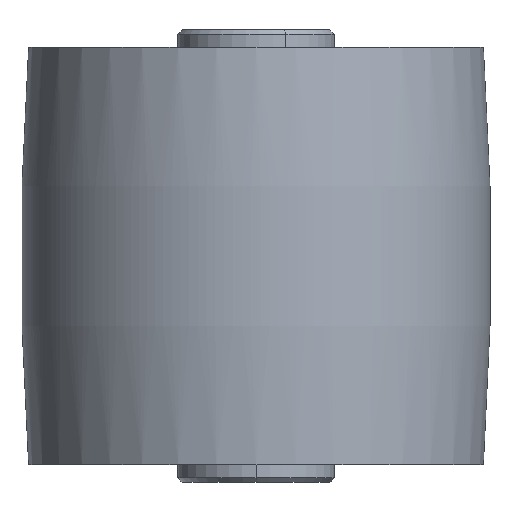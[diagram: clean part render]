
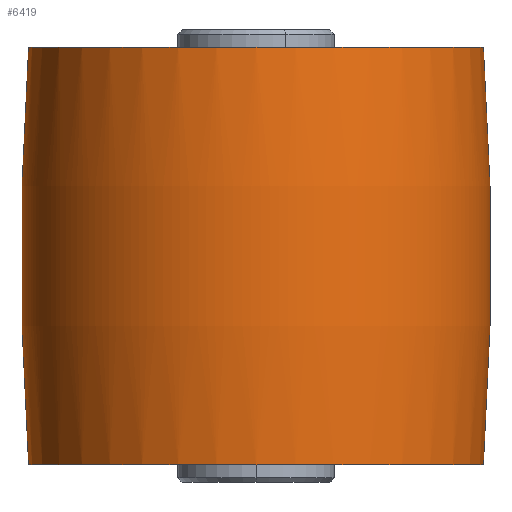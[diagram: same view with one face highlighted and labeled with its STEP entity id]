
A CAD part, front view. The second image highlights one B-rep face of the part: STEP entity #6419.
In plain terms, the highlighted toroidal (fillet/blend) face has major radius 312.248 mm and minor radius 339.248 mm.
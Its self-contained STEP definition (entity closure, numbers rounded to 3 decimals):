
#696 = ORIENTED_EDGE ( 'NONE', *, *, #2238, .T. ) ;
#890 = DIRECTION ( 'NONE',  ( 0., 0., 1. ) ) ;
#980 = EDGE_CURVE ( 'NONE', #3518, #2926, #5988, .T. ) ;
#1049 = AXIS2_PLACEMENT_3D ( 'NONE', #7647, #7593, #4068 ) ;
#1696 = CARTESIAN_POINT ( 'NONE',  ( -26.15, 0., 24. ) ) ;
#1790 = DIRECTION ( 'NONE',  ( -1., 0., 0. ) ) ;
#2121 = ORIENTED_EDGE ( 'NONE', *, *, #7295, .F. ) ;
#2224 = FACE_OUTER_BOUND ( 'NONE', #6353, .T. ) ;
#2238 = EDGE_CURVE ( 'NONE', #3518, #8103, #5710, .T. ) ;
#2610 = CARTESIAN_POINT ( 'NONE',  ( -312.249, 0., 0. ) ) ;
#2675 = DIRECTION ( 'NONE',  ( 0., -1., 0. ) ) ;
#2729 = DIRECTION ( 'NONE',  ( 0., 0., -1. ) ) ;
#2782 = CARTESIAN_POINT ( 'NONE',  ( 0., 0., 0. ) ) ;
#2889 = AXIS2_PLACEMENT_3D ( 'NONE', #8862, #5380, #1790 ) ;
#2926 = VERTEX_POINT ( 'NONE', #1696 ) ;
#3518 = VERTEX_POINT ( 'NONE', #6527 ) ;
#3683 = AXIS2_PLACEMENT_3D ( 'NONE', #2782, #7754, #4951 ) ;
#3850 = ORIENTED_EDGE ( 'NONE', *, *, #7717, .T. ) ;
#3940 = AXIS2_PLACEMENT_3D ( 'NONE', #2610, #2675, #2729 ) ;
#4068 = DIRECTION ( 'NONE',  ( 1., 0., 0. ) ) ;
#4582 = TOROIDAL_SURFACE ( 'NONE', #3683, -312.249, 339.249 ) ;
#4785 = CIRCLE ( 'NONE', #7069, 26.15 ) ;
#4951 = DIRECTION ( 'NONE',  ( 1., 0., 0. ) ) ;
#5380 = DIRECTION ( 'NONE',  ( 0., 1., 0. ) ) ;
#5433 = CIRCLE ( 'NONE', #3940, 339.249 ) ;
#5438 = CARTESIAN_POINT ( 'NONE',  ( 26.15, 0., 24. ) ) ;
#5598 = ORIENTED_EDGE ( 'NONE', *, *, #980, .F. ) ;
#5710 = CIRCLE ( 'NONE', #1049, 26.15 ) ;
#5731 = VERTEX_POINT ( 'NONE', #5438 ) ;
#5865 = DIRECTION ( 'NONE',  ( 1., 0., 0. ) ) ;
#5988 = CIRCLE ( 'NONE', #2889, 339.249 ) ;
#6353 = EDGE_LOOP ( 'NONE', ( #5598, #696, #3850, #2121 ) ) ;
#6419 = ADVANCED_FACE ( 'NONE', ( #2224 ), #4582, .T. ) ;
#6527 = CARTESIAN_POINT ( 'NONE',  ( -26.15, 0., -24. ) ) ;
#7069 = AXIS2_PLACEMENT_3D ( 'NONE', #8649, #890, #5865 ) ;
#7295 = EDGE_CURVE ( 'NONE', #2926, #5731, #4785, .T. ) ;
#7593 = DIRECTION ( 'NONE',  ( 0., 0., 1. ) ) ;
#7647 = CARTESIAN_POINT ( 'NONE',  ( 0., 0., -24. ) ) ;
#7717 = EDGE_CURVE ( 'NONE', #8103, #5731, #5433, .T. ) ;
#7754 = DIRECTION ( 'NONE',  ( 0., 0., 1. ) ) ;
#8103 = VERTEX_POINT ( 'NONE', #8657 ) ;
#8649 = CARTESIAN_POINT ( 'NONE',  ( 0., 0., 24. ) ) ;
#8657 = CARTESIAN_POINT ( 'NONE',  ( 26.15, 0., -24. ) ) ;
#8862 = CARTESIAN_POINT ( 'NONE',  ( 312.249, 0., 0. ) ) ;
